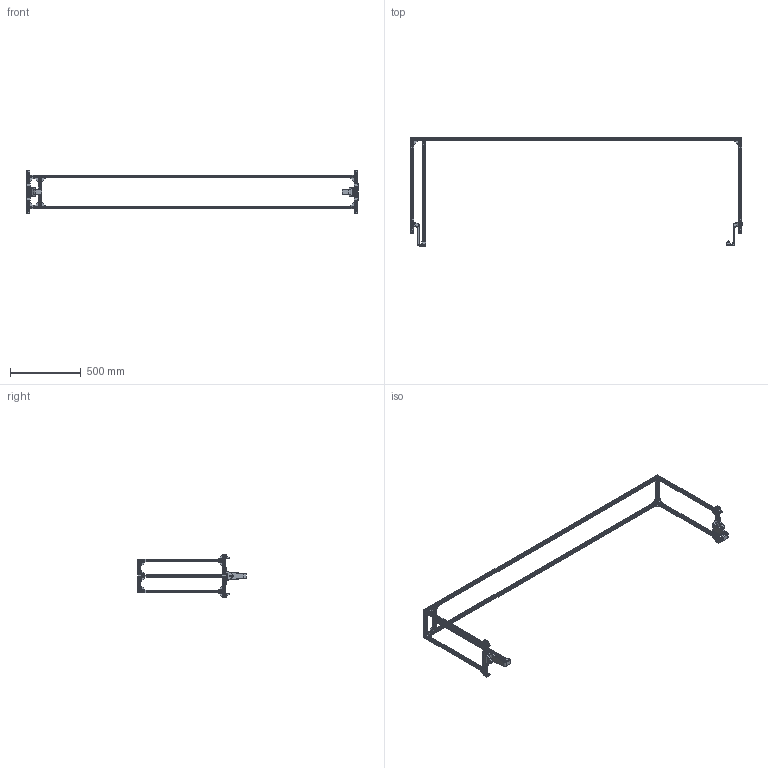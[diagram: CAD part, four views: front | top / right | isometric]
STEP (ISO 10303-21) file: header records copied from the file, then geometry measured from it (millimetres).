
FILE_DESCRIPTION (( 'STEP AP214' ), '1' );
FILE_NAME ('u frame step.STEP', '2024-11-20T11:52:32', ( '' ), ( '' ), 'SwSTEP 2.0', 'SolidWorks 2023', '' );
FILE_SCHEMA (( 'AUTOMOTIVE_DESIGN' ));
Length unit declared in the file: millimetre
Products named in the file (11): 200mm; holding other side; u frame step; support 180; 400mm; changable 600; 2020 corner; holding this side; support top; truss; 2300
Assembly tree (34 placements, depth 3):
  u frame step
    truss  x2
      400mm
      changable 600
      200mm
      2020 corner
    2300  x2
    2020 corner  x14
    holding other side
    holding this side
    support 180
    support top
Bounding box: 2348.5 x 765 x 300 mm (x, y, z)
Volume: 2154602.2 mm3; surface area: 1642847.3 mm2
Topology: 44 solids, 44 shells, 2269 faces, 6049 edges, 3986 vertices
Faces by surface type: plane 1596, cylinder 574, bspline 68, torus 30, sphere 1
Entity records: 23094 total; most frequent: CARTESIAN_POINT 7604, ORIENTED_EDGE 3302, DIRECTION 2920, EDGE_CURVE 1651, LINE 1198, VECTOR 1198, VERTEX_POINT 1056, AXIS2_PLACEMENT_3D 861
